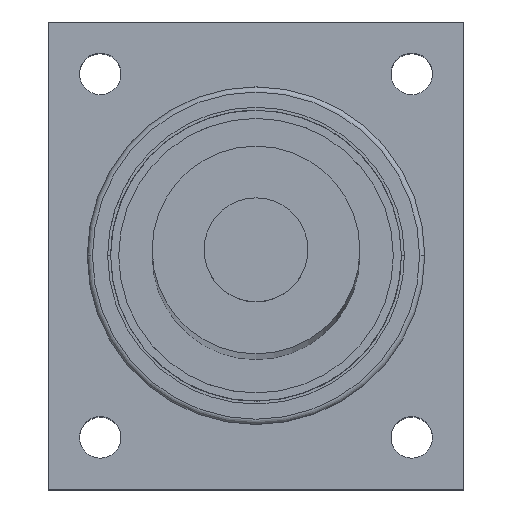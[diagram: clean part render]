
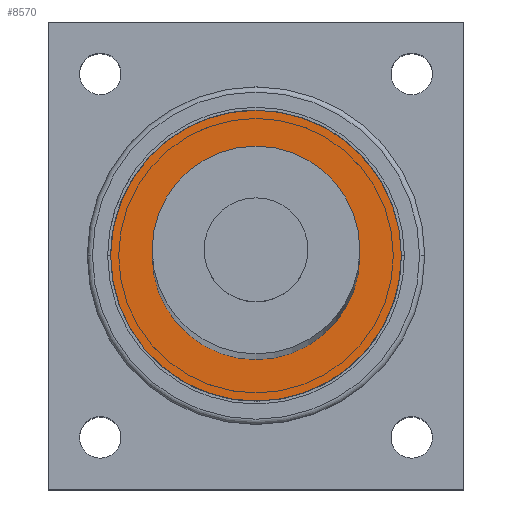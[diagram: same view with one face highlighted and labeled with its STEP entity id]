
A CAD part, top view. The second image highlights one B-rep face of the part: STEP entity #8570.
In plain terms, the highlighted face is planar.
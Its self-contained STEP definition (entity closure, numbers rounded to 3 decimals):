
#8312 = CYLINDRICAL_SURFACE('',#8313,5.6);
#8313 = AXIS2_PLACEMENT_3D('',#8314,#8315,#8316);
#8314 = CARTESIAN_POINT('',(4.969,0.,0.));
#8315 = DIRECTION('',(1.,0.,0.));
#8316 = DIRECTION('',(0.,-1.,0.));
#8332 = VERTEX_POINT('',#8333);
#8333 = CARTESIAN_POINT('',(4.969,-5.6,0.));
#8347 = CYLINDRICAL_SURFACE('',#8348,5.6);
#8348 = AXIS2_PLACEMENT_3D('',#8349,#8350,#8351);
#8349 = CARTESIAN_POINT('',(4.968,0.,0.));
#8350 = DIRECTION('',(1.,0.,0.));
#8351 = DIRECTION('',(0.,0.809,-0.588));
#8359 = EDGE_CURVE('',#8332,#8360,#8362,.T.);
#8360 = VERTEX_POINT('',#8361);
#8361 = CARTESIAN_POINT('',(4.969,5.6,0.));
#8362 = SURFACE_CURVE('',#8363,(#8368,#8375),.PCURVE_S1.);
#8363 = CIRCLE('',#8364,5.6);
#8364 = AXIS2_PLACEMENT_3D('',#8365,#8366,#8367);
#8365 = CARTESIAN_POINT('',(4.969,0.,0.));
#8366 = DIRECTION('',(1.,0.,-0.));
#8367 = DIRECTION('',(0.,0.,1.));
#8368 = PCURVE('',#8312,#8369);
#8369 = DEFINITIONAL_REPRESENTATION('',(#8370),#8374);
#8370 = LINE('',#8371,#8372);
#8371 = CARTESIAN_POINT('',(-1.571,0.));
#8372 = VECTOR('',#8373,1.);
#8373 = DIRECTION('',(1.,0.));
#8374 = ( GEOMETRIC_REPRESENTATION_CONTEXT(2) 
PARAMETRIC_REPRESENTATION_CONTEXT() REPRESENTATION_CONTEXT('2D SPACE',''
  ) );
#8375 = PCURVE('',#8376,#8381);
#8376 = PLANE('',#8377);
#8377 = AXIS2_PLACEMENT_3D('',#8378,#8379,#8380);
#8378 = CARTESIAN_POINT('',(4.969,5.6,5.6));
#8379 = DIRECTION('',(1.,0.,0.));
#8380 = DIRECTION('',(0.,-1.,0.));
#8381 = DEFINITIONAL_REPRESENTATION('',(#8382),#8386);
#8382 = CIRCLE('',#8383,5.6);
#8383 = AXIS2_PLACEMENT_2D('',#8384,#8385);
#8384 = CARTESIAN_POINT('',(5.6,5.6));
#8385 = DIRECTION('',(0.,-1.));
#8386 = ( GEOMETRIC_REPRESENTATION_CONTEXT(2) 
PARAMETRIC_REPRESENTATION_CONTEXT() REPRESENTATION_CONTEXT('2D SPACE',''
  ) );
#8424 = CYLINDRICAL_SURFACE('',#8425,3.44);
#8425 = AXIS2_PLACEMENT_3D('',#8426,#8427,#8428);
#8426 = CARTESIAN_POINT('',(4.969,0.,0.));
#8427 = DIRECTION('',(-1.,0.,0.));
#8428 = DIRECTION('',(0.,-1.,
    0.));
#8444 = VERTEX_POINT('',#8445);
#8445 = CARTESIAN_POINT('',(4.969,-3.44,0.));
#8459 = CYLINDRICAL_SURFACE('',#8460,3.44);
#8460 = AXIS2_PLACEMENT_3D('',#8461,#8462,#8463);
#8461 = CARTESIAN_POINT('',(4.969,0.,0.));
#8462 = DIRECTION('',(-1.,0.,0.));
#8463 = DIRECTION('',(0.,0.809,0.588));
#8471 = EDGE_CURVE('',#8444,#8472,#8474,.T.);
#8472 = VERTEX_POINT('',#8473);
#8473 = CARTESIAN_POINT('',(4.969,3.44,0.));
#8474 = SURFACE_CURVE('',#8475,(#8480,#8487),.PCURVE_S1.);
#8475 = CIRCLE('',#8476,3.44);
#8476 = AXIS2_PLACEMENT_3D('',#8477,#8478,#8479);
#8477 = CARTESIAN_POINT('',(4.969,0.,0.));
#8478 = DIRECTION('',(-1.,0.,0.));
#8479 = DIRECTION('',(0.,0.,-1.));
#8480 = PCURVE('',#8424,#8481);
#8481 = DEFINITIONAL_REPRESENTATION('',(#8482),#8486);
#8482 = LINE('',#8483,#8484);
#8483 = CARTESIAN_POINT('',(-1.571,0.));
#8484 = VECTOR('',#8485,1.);
#8485 = DIRECTION('',(1.,0.));
#8486 = ( GEOMETRIC_REPRESENTATION_CONTEXT(2) 
PARAMETRIC_REPRESENTATION_CONTEXT() REPRESENTATION_CONTEXT('2D SPACE',''
  ) );
#8487 = PCURVE('',#8376,#8488);
#8488 = DEFINITIONAL_REPRESENTATION('',(#8489),#8497);
#8489 = ( BOUNDED_CURVE() B_SPLINE_CURVE(2,(#8490,#8491,#8492,#8493,
#8494,#8495,#8496),.UNSPECIFIED.,.T.,.F.) B_SPLINE_CURVE_WITH_KNOTS((1,2
    ,2,2,2,1),(-2.094,0.,2.094,4.189,
6.283,8.378),.UNSPECIFIED.) CURVE() 
GEOMETRIC_REPRESENTATION_ITEM() RATIONAL_B_SPLINE_CURVE((1.,0.5,1.,0.5,
1.,0.5,1.)) REPRESENTATION_ITEM('') );
#8490 = CARTESIAN_POINT('',(5.6,9.04));
#8491 = CARTESIAN_POINT('',(11.559,9.04));
#8492 = CARTESIAN_POINT('',(8.58,3.88));
#8493 = CARTESIAN_POINT('',(5.6,-1.28));
#8494 = CARTESIAN_POINT('',(2.621,3.88));
#8495 = CARTESIAN_POINT('',(-0.358,9.04));
#8496 = CARTESIAN_POINT('',(5.6,9.04));
#8497 = ( GEOMETRIC_REPRESENTATION_CONTEXT(2) 
PARAMETRIC_REPRESENTATION_CONTEXT() REPRESENTATION_CONTEXT('2D SPACE',''
  ) );
#8570 = ADVANCED_FACE('',(#8571,#8596),#8376,.T.);
#8571 = FACE_BOUND('',#8572,.T.);
#8572 = EDGE_LOOP('',(#8573,#8595));
#8573 = ORIENTED_EDGE('',*,*,#8574,.T.);
#8574 = EDGE_CURVE('',#8360,#8332,#8575,.T.);
#8575 = SURFACE_CURVE('',#8576,(#8581,#8588),.PCURVE_S1.);
#8576 = CIRCLE('',#8577,5.6);
#8577 = AXIS2_PLACEMENT_3D('',#8578,#8579,#8580);
#8578 = CARTESIAN_POINT('',(4.969,0.,0.));
#8579 = DIRECTION('',(1.,0.,-0.));
#8580 = DIRECTION('',(0.,0.,1.));
#8581 = PCURVE('',#8376,#8582);
#8582 = DEFINITIONAL_REPRESENTATION('',(#8583),#8587);
#8583 = CIRCLE('',#8584,5.6);
#8584 = AXIS2_PLACEMENT_2D('',#8585,#8586);
#8585 = CARTESIAN_POINT('',(5.6,5.6));
#8586 = DIRECTION('',(0.,-1.));
#8587 = ( GEOMETRIC_REPRESENTATION_CONTEXT(2) 
PARAMETRIC_REPRESENTATION_CONTEXT() REPRESENTATION_CONTEXT('2D SPACE',''
  ) );
#8588 = PCURVE('',#8347,#8589);
#8589 = DEFINITIONAL_REPRESENTATION('',(#8590),#8594);
#8590 = LINE('',#8591,#8592);
#8591 = CARTESIAN_POINT('',(-4.084,0.));
#8592 = VECTOR('',#8593,1.);
#8593 = DIRECTION('',(1.,0.));
#8594 = ( GEOMETRIC_REPRESENTATION_CONTEXT(2) 
PARAMETRIC_REPRESENTATION_CONTEXT() REPRESENTATION_CONTEXT('2D SPACE',''
  ) );
#8595 = ORIENTED_EDGE('',*,*,#8359,.T.);
#8596 = FACE_BOUND('',#8597,.T.);
#8597 = EDGE_LOOP('',(#8598,#8620));
#8598 = ORIENTED_EDGE('',*,*,#8599,.F.);
#8599 = EDGE_CURVE('',#8444,#8472,#8600,.T.);
#8600 = SURFACE_CURVE('',#8601,(#8606,#8613),.PCURVE_S1.);
#8601 = CIRCLE('',#8602,3.44);
#8602 = AXIS2_PLACEMENT_3D('',#8603,#8604,#8605);
#8603 = CARTESIAN_POINT('',(4.969,0.,0.));
#8604 = DIRECTION('',(1.,0.,-0.));
#8605 = DIRECTION('',(0.,0.,1.));
#8606 = PCURVE('',#8376,#8607);
#8607 = DEFINITIONAL_REPRESENTATION('',(#8608),#8612);
#8608 = CIRCLE('',#8609,3.44);
#8609 = AXIS2_PLACEMENT_2D('',#8610,#8611);
#8610 = CARTESIAN_POINT('',(5.6,5.6));
#8611 = DIRECTION('',(0.,-1.));
#8612 = ( GEOMETRIC_REPRESENTATION_CONTEXT(2) 
PARAMETRIC_REPRESENTATION_CONTEXT() REPRESENTATION_CONTEXT('2D SPACE',''
  ) );
#8613 = PCURVE('',#8459,#8614);
#8614 = DEFINITIONAL_REPRESENTATION('',(#8615),#8619);
#8615 = LINE('',#8616,#8617);
#8616 = CARTESIAN_POINT('',(5.341,0.));
#8617 = VECTOR('',#8618,1.);
#8618 = DIRECTION('',(-1.,0.));
#8619 = ( GEOMETRIC_REPRESENTATION_CONTEXT(2) 
PARAMETRIC_REPRESENTATION_CONTEXT() REPRESENTATION_CONTEXT('2D SPACE',''
  ) );
#8620 = ORIENTED_EDGE('',*,*,#8471,.T.);
